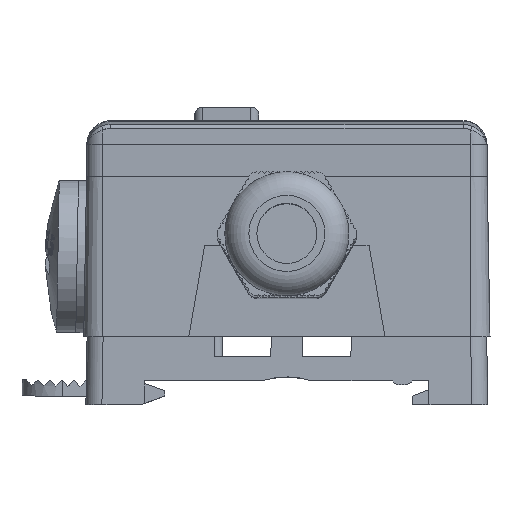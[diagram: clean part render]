
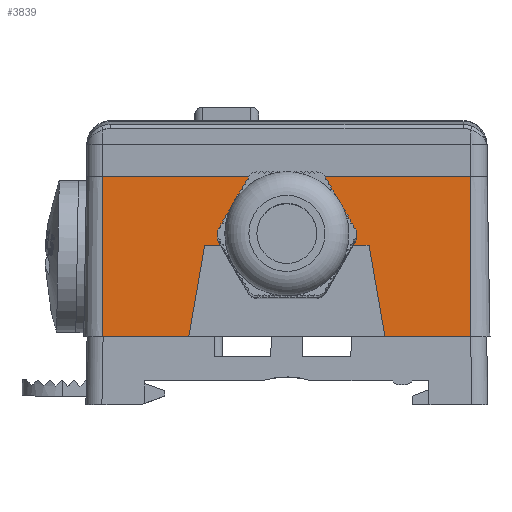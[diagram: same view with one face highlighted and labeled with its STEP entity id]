
A CAD part, left-side view. The second image highlights one B-rep face of the part: STEP entity #3839.
In plain terms, the highlighted face is planar.
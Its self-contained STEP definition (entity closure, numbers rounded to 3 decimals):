
#3839=ADVANCED_FACE('',(#37090),#37092,.T.);
#37090=FACE_BOUND('',#37091,.T.);
#37091=EDGE_LOOP('',(#102421,#102422,#102423,#102424,#102425,#102426,#102427,#102428,
#102429,#102430,#102431));
#37092=PLANE('',#37093);
#37093=AXIS2_PLACEMENT_3D('',#37094,#37095,#37096);
#37094=CARTESIAN_POINT('',(35.025,23.,20.));
#37095=DIRECTION('',(1.,0.,0.017));
#37096=DIRECTION('',(0.017,0.,-1.));
#102421=ORIENTED_EDGE('',*,*,#120078,.F.);
#102422=ORIENTED_EDGE('',*,*,#120079,.T.);
#102423=ORIENTED_EDGE('',*,*,#119828,.F.);
#102424=ORIENTED_EDGE('',*,*,#119830,.F.);
#102425=ORIENTED_EDGE('',*,*,#120080,.T.);
#102426=ORIENTED_EDGE('',*,*,#120081,.F.);
#102427=ORIENTED_EDGE('',*,*,#119765,.F.);
#102428=ORIENTED_EDGE('',*,*,#120082,.T.);
#102429=ORIENTED_EDGE('',*,*,#120083,.T.);
#102430=ORIENTED_EDGE('',*,*,#120076,.F.);
#102431=ORIENTED_EDGE('',*,*,#119769,.F.);
#119765=EDGE_CURVE('',#129429,#129431,#129432,.T.);
#119769=EDGE_CURVE('',#129437,#129439,#129440,.T.);
#119828=EDGE_CURVE('',#129544,#129534,#129546,.T.);
#119830=EDGE_CURVE('',#129547,#129544,#129550,.T.);
#120076=EDGE_CURVE('',#129439,#129963,#129964,.T.);
#120078=EDGE_CURVE('',#129966,#129437,#129967,.T.);
#120079=EDGE_CURVE('',#129966,#129534,#129968,.T.);
#120080=EDGE_CURVE('',#129547,#129969,#129970,.T.);
#120081=EDGE_CURVE('',#129431,#129969,#129971,.T.);
#120082=EDGE_CURVE('',#129429,#129972,#129973,.T.);
#120083=EDGE_CURVE('',#129972,#129963,#129974,.T.);
#129429=VERTEX_POINT('',#149185);
#129431=VERTEX_POINT('',#149190);
#129432=LINE('',#149191,#149192);
#129437=VERTEX_POINT('',#149202);
#129439=VERTEX_POINT('',#149206);
#129440=LINE('',#149207,#149208);
#129534=VERTEX_POINT('',#151449);
#129544=VERTEX_POINT('',#151612);
#129546=B_SPLINE_CURVE_WITH_KNOTS('',3,
(#151674,#151675,#151676,#151677,#151678,#151679,#151680,#151681,#151682,#151683,
#151684,#151685,#151686,#151687,#151688,#151689),
.UNSPECIFIED.,.F.,.F.,
(4,2,2,2,2,2,2,4),
(0.,0.151,0.301,0.452,0.6,0.743,
0.883,1.),
.UNSPECIFIED.);
#129547=VERTEX_POINT('',#151690);
#129550=B_SPLINE_CURVE_WITH_KNOTS('',3,
(#151700,#151701,#151702,#151703,#151704,#151705,#151706,#151707,#151708,#151709,
#151710,#151711,#151712,#151713,#151714,#151715,#151716,#151717,#151718,#151719,
#151720,#151721,#151722,#151723,#151724,#151725,#151726,#151727,#151728,#151729,
#151730,#151731,#151732,#151733,#151734,#151735,#151736,#151737,#151738,#151739,
#151740,#151741,#151742,#151743,#151744,#151745),
.UNSPECIFIED.,.F.,.F.,
(4,2,2,2,2,2,2,2,2,2,2,2,2,2,2,2,2,2,2,2,2,2,4),
(0.,0.043,0.087,0.131,0.174,0.219,
0.264,0.31,0.355,0.4,0.446,
0.493,0.54,0.587,0.635,0.682,
0.731,0.781,0.83,0.88,0.929,
0.981,1.),
.UNSPECIFIED.);
#129963=VERTEX_POINT('',#155839);
#129964=LINE('',#155840,#155841);
#129966=VERTEX_POINT('',#155847);
#129967=LINE('',#155848,#155849);
#129968=LINE('',#155851,#155852);
#129969=VERTEX_POINT('',#155854);
#129970=LINE('',#155855,#155856);
#129971=LINE('',#155858,#155859);
#129972=VERTEX_POINT('',#155861);
#129973=LINE('',#155862,#155863);
#129974=LINE('',#155865,#155866);
#149185=CARTESIAN_POINT('',(35.375,23.,0.));
#149190=CARTESIAN_POINT('',(35.375,12.25,0.));
#149191=CARTESIAN_POINT('',(35.375,23.,0.));
#149192=VECTOR('',#149193,1.);
#149193=DIRECTION('',(0.,-1.,0.));
#149202=CARTESIAN_POINT('',(35.375,-12.25,0.));
#149206=CARTESIAN_POINT('',(35.375,-23.,0.));
#149207=CARTESIAN_POINT('',(35.375,-12.25,0.));
#149208=VECTOR('',#149209,1.);
#149209=DIRECTION('',(0.,-1.,0.));
#151449=CARTESIAN_POINT('',(35.175,-5.759,11.458));
#151612=CARTESIAN_POINT('',(35.09,-4.811,16.33));
#151674=CARTESIAN_POINT('',(35.09,-4.811,16.33));
#151675=CARTESIAN_POINT('',(35.093,-4.954,16.114));
#151676=CARTESIAN_POINT('',(35.097,-5.096,15.898));
#151677=CARTESIAN_POINT('',(35.105,-5.337,15.446));
#151678=CARTESIAN_POINT('',(35.109,-5.442,15.213));
#151679=CARTESIAN_POINT('',(35.117,-5.624,14.734));
#151680=CARTESIAN_POINT('',(35.122,-5.702,14.485));
#151681=CARTESIAN_POINT('',(35.13,-5.821,13.991));
#151682=CARTESIAN_POINT('',(35.135,-5.864,13.741));
#151683=CARTESIAN_POINT('',(35.143,-5.918,13.249));
#151684=CARTESIAN_POINT('',(35.148,-5.929,13.005));
#151685=CARTESIAN_POINT('',(35.156,-5.921,12.523));
#151686=CARTESIAN_POINT('',(35.16,-5.903,12.28));
#151687=CARTESIAN_POINT('',(35.168,-5.843,11.847));
#151688=CARTESIAN_POINT('',(35.171,-5.801,11.653));
#151689=CARTESIAN_POINT('',(35.175,-5.759,11.458));
#151690=CARTESIAN_POINT('',(35.175,5.032,11.458));
#151700=CARTESIAN_POINT('',(35.175,5.032,11.458));
#151701=CARTESIAN_POINT('',(35.171,5.085,11.671));
#151702=CARTESIAN_POINT('',(35.167,5.138,11.885));
#151703=CARTESIAN_POINT('',(35.16,5.205,12.319));
#151704=CARTESIAN_POINT('',(35.156,5.224,12.539));
#151705=CARTESIAN_POINT('',(35.148,5.234,12.98));
#151706=CARTESIAN_POINT('',(35.144,5.225,13.204));
#151707=CARTESIAN_POINT('',(35.136,5.18,13.639));
#151708=CARTESIAN_POINT('',(35.133,5.143,13.854));
#151709=CARTESIAN_POINT('',(35.125,5.043,14.284));
#151710=CARTESIAN_POINT('',(35.121,4.978,14.5));
#151711=CARTESIAN_POINT('',(35.114,4.82,14.926));
#151712=CARTESIAN_POINT('',(35.11,4.725,15.14));
#151713=CARTESIAN_POINT('',(35.103,4.513,15.546));
#151714=CARTESIAN_POINT('',(35.1,4.395,15.741));
#151715=CARTESIAN_POINT('',(35.093,4.137,16.113));
#151716=CARTESIAN_POINT('',(35.09,3.994,16.293));
#151717=CARTESIAN_POINT('',(35.084,3.69,16.632));
#151718=CARTESIAN_POINT('',(35.081,3.524,16.794));
#151719=CARTESIAN_POINT('',(35.076,3.177,17.094));
#151720=CARTESIAN_POINT('',(35.074,2.993,17.234));
#151721=CARTESIAN_POINT('',(35.069,2.605,17.493));
#151722=CARTESIAN_POINT('',(35.067,2.395,17.615));
#151723=CARTESIAN_POINT('',(35.063,1.971,17.827));
#151724=CARTESIAN_POINT('',(35.062,1.752,17.92));
#151725=CARTESIAN_POINT('',(35.059,1.305,18.077));
#151726=CARTESIAN_POINT('',(35.058,1.075,18.142));
#151727=CARTESIAN_POINT('',(35.056,0.607,18.243));
#151728=CARTESIAN_POINT('',(35.055,0.365,18.279));
#151729=CARTESIAN_POINT('',(35.055,-0.111,18.32));
#151730=CARTESIAN_POINT('',(35.055,-0.347,18.326));
#151731=CARTESIAN_POINT('',(35.055,-0.828,18.308));
#151732=CARTESIAN_POINT('',(35.055,-1.076,18.284));
#151733=CARTESIAN_POINT('',(35.057,-1.565,18.205));
#151734=CARTESIAN_POINT('',(35.058,-1.811,18.149));
#151735=CARTESIAN_POINT('',(35.06,-2.289,18.008));
#151736=CARTESIAN_POINT('',(35.062,-2.522,17.922));
#151737=CARTESIAN_POINT('',(35.065,-2.98,17.721));
#151738=CARTESIAN_POINT('',(35.067,-3.208,17.603));
#151739=CARTESIAN_POINT('',(35.072,-3.633,17.348));
#151740=CARTESIAN_POINT('',(35.074,-3.834,17.209));
#151741=CARTESIAN_POINT('',(35.08,-4.231,16.901));
#151742=CARTESIAN_POINT('',(35.083,-4.426,16.728));
#151743=CARTESIAN_POINT('',(35.087,-4.678,16.473));
#151744=CARTESIAN_POINT('',(35.088,-4.745,16.402));
#151745=CARTESIAN_POINT('',(35.09,-4.811,16.33));
#155839=CARTESIAN_POINT('',(35.025,-23.,20.));
#155840=CARTESIAN_POINT('',(35.375,-23.,0.));
#155841=VECTOR('',#155842,1.);
#155842=DIRECTION('',(-0.017,0.,1.));
#155847=CARTESIAN_POINT('',(35.175,-10.267,11.458));
#155848=CARTESIAN_POINT('',(35.175,-10.267,11.458));
#155849=VECTOR('',#155850,1.);
#155850=DIRECTION('',(0.017,-0.171,-0.985));
#155851=CARTESIAN_POINT('',(35.175,-10.267,11.458));
#155852=VECTOR('',#155853,1.);
#155853=DIRECTION('',(0.,1.,0.));
#155854=CARTESIAN_POINT('',(35.175,10.267,11.458));
#155855=CARTESIAN_POINT('',(35.175,5.032,11.458));
#155856=VECTOR('',#155857,1.);
#155857=DIRECTION('',(0.,1.,0.));
#155858=CARTESIAN_POINT('',(35.375,12.25,0.));
#155859=VECTOR('',#155860,1.);
#155860=DIRECTION('',(-0.017,-0.171,0.985));
#155861=CARTESIAN_POINT('',(35.025,23.,20.));
#155862=CARTESIAN_POINT('',(35.375,23.,0.));
#155863=VECTOR('',#155864,1.);
#155864=DIRECTION('',(-0.017,0.,1.));
#155865=CARTESIAN_POINT('',(35.025,23.,20.));
#155866=VECTOR('',#155867,1.);
#155867=DIRECTION('',(0.,-1.,0.));
